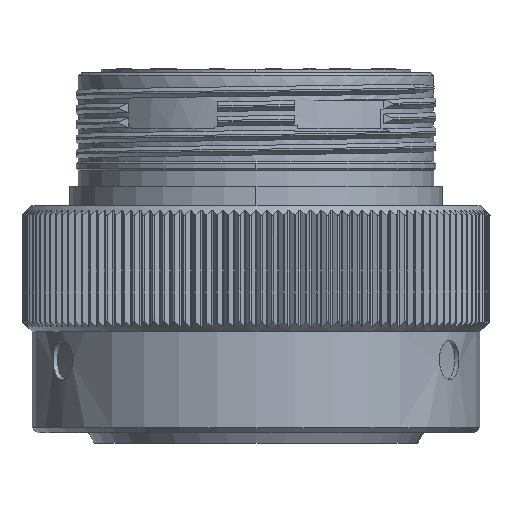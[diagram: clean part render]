
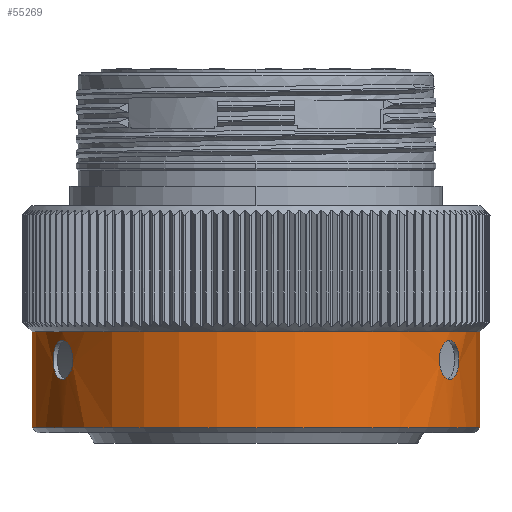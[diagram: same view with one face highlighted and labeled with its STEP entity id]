
A CAD part, left-side view. The second image highlights one B-rep face of the part: STEP entity #55269.
In plain terms, the highlighted cylindrical face has radius 22.85 mm (diameter 45.7 mm), a partial arc.
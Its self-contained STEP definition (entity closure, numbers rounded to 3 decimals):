
#3679=CARTESIAN_POINT('',(0.,0.,-2.64));
#3680=DIRECTION('',(0.,0.,-1.));
#3681=DIRECTION('',(0.,-1.,0.));
#3682=AXIS2_PLACEMENT_3D('',#3679,#3680,#3681);
#13577=DIRECTION('',(0.,0.,-1.));
#13578=VECTOR('',#13577,9.8);
#13579=CARTESIAN_POINT('',(0.,-22.85,-2.64));
#13580=LINE('',#13579,#13578);
#13581=DIRECTION('',(0.,0.,1.));
#13582=VECTOR('',#13581,9.8);
#13583=CARTESIAN_POINT('',(0.,22.85,-12.44));
#13584=LINE('',#13583,#13582);
#13589=CARTESIAN_POINT('',(0.,0.,-12.44));
#13590=DIRECTION('',(0.,0.,1.));
#13591=DIRECTION('',(0.,1.,0.));
#13592=AXIS2_PLACEMENT_3D('',#13589,#13590,#13591);
#28778=CARTESIAN_POINT('',(-11.425,19.789,-3.49));
#28779=CARTESIAN_POINT('',(-11.573,19.703,-3.49));
#28780=CARTESIAN_POINT('',(-11.871,19.527,
-3.533));
#28781=CARTESIAN_POINT('',(-12.3,19.259,
-3.744));
#28782=CARTESIAN_POINT('',(-12.647,19.032,
-4.067));
#28783=CARTESIAN_POINT('',(-12.911,18.853,
-4.484));
#28784=CARTESIAN_POINT('',(-13.076,18.739,
-4.971));
#28785=CARTESIAN_POINT('',(-13.132,18.7,
-5.493));
#28786=CARTESIAN_POINT('',(-13.075,18.74,
-6.014));
#28787=CARTESIAN_POINT('',(-12.91,18.854,
-6.499));
#28788=CARTESIAN_POINT('',(-12.641,19.036,
-6.921));
#28789=CARTESIAN_POINT('',(-12.294,19.263,
-7.24));
#28790=CARTESIAN_POINT('',(-11.871,19.526,
-7.446));
#28791=CARTESIAN_POINT('',(-11.574,19.703,-7.49));
#28792=CARTESIAN_POINT('',(-11.425,19.789,-7.49));
#28798=CARTESIAN_POINT('',(-11.425,19.789,-7.49));
#28799=CARTESIAN_POINT('',(-11.277,19.874,-7.49));
#28800=CARTESIAN_POINT('',(-10.975,20.044,
-7.447));
#28801=CARTESIAN_POINT('',(-10.53,20.281,
-7.238));
#28802=CARTESIAN_POINT('',(-10.16,20.468,
-6.915));
#28803=CARTESIAN_POINT('',(-9.873,20.608,
-6.498));
#28804=CARTESIAN_POINT('',(-9.69,20.694,
-6.011));
#28805=CARTESIAN_POINT('',(-9.628,20.722,
-5.489));
#28806=CARTESIAN_POINT('',(-9.691,20.693,
-4.967));
#28807=CARTESIAN_POINT('',(-9.873,20.608,
-4.481));
#28808=CARTESIAN_POINT('',(-10.165,20.466,
-4.059));
#28809=CARTESIAN_POINT('',(-10.535,20.278,
-3.74));
#28810=CARTESIAN_POINT('',(-10.974,20.044,
-3.534));
#28811=CARTESIAN_POINT('',(-11.276,19.875,-3.49));
#28812=CARTESIAN_POINT('',(-11.425,19.789,-3.49));
#28850=CARTESIAN_POINT('',(-11.425,-19.789,-3.49));
#28851=CARTESIAN_POINT('',(-11.278,-19.873,-3.49));
#28852=CARTESIAN_POINT('',(-10.981,-20.04,
-3.533));
#28853=CARTESIAN_POINT('',(-10.547,-20.272,
-3.733));
#28854=CARTESIAN_POINT('',(-10.177,-20.46,
-4.046));
#28855=CARTESIAN_POINT('',(-9.88,-20.604,
-4.467));
#28856=CARTESIAN_POINT('',(-9.696,-20.691,
-4.948));
#28857=CARTESIAN_POINT('',(-9.628,-20.723,
-5.47));
#28858=CARTESIAN_POINT('',(-9.687,-20.695,
-5.996));
#28859=CARTESIAN_POINT('',(-9.862,-20.613,
-6.477));
#28860=CARTESIAN_POINT('',(-10.158,-20.469,
-6.915));
#28861=CARTESIAN_POINT('',(-10.533,-20.279,
-7.239));
#28862=CARTESIAN_POINT('',(-10.977,-20.043,
-7.447));
#28863=CARTESIAN_POINT('',(-11.277,-19.874,-7.49));
#28864=CARTESIAN_POINT('',(-11.425,-19.789,-7.49));
#28870=CARTESIAN_POINT('',(-11.425,-19.789,-7.49));
#28871=CARTESIAN_POINT('',(-11.573,-19.703,-7.49));
#28872=CARTESIAN_POINT('',(-11.871,-19.527,
-7.447));
#28873=CARTESIAN_POINT('',(-12.3,-19.259,
-7.236));
#28874=CARTESIAN_POINT('',(-12.647,-19.032,
-6.913));
#28875=CARTESIAN_POINT('',(-12.911,-18.853,
-6.496));
#28876=CARTESIAN_POINT('',(-13.076,-18.739,
-6.009));
#28877=CARTESIAN_POINT('',(-13.132,-18.7,
-5.487));
#28878=CARTESIAN_POINT('',(-13.075,-18.74,
-4.965));
#28879=CARTESIAN_POINT('',(-12.91,-18.854,
-4.481));
#28880=CARTESIAN_POINT('',(-12.641,-19.036,
-4.059));
#28881=CARTESIAN_POINT('',(-12.294,-19.263,
-3.74));
#28882=CARTESIAN_POINT('',(-11.871,-19.527,
-3.534));
#28883=CARTESIAN_POINT('',(-11.574,-19.703,-3.49));
#28884=CARTESIAN_POINT('',(-11.425,-19.789,-3.49));
#38665=CARTESIAN_POINT('',(0.,-22.85,-2.64));
#38666=VERTEX_POINT('',#38665);
#38667=CARTESIAN_POINT('',(0.,22.85,-2.64));
#38668=VERTEX_POINT('',#38667);
#39332=CARTESIAN_POINT('',(0.,22.85,-12.44));
#39333=VERTEX_POINT('',#39332);
#39334=CARTESIAN_POINT('',(0.,-22.85,-12.44));
#39335=VERTEX_POINT('',#39334);
#39338=VERTEX_POINT('',#28778);
#39339=VERTEX_POINT('',#28792);
#39340=VERTEX_POINT('',#28850);
#39341=VERTEX_POINT('',#28864);
#55245=CARTESIAN_POINT('',(0.,0.,11.42));
#55246=DIRECTION('',(0.,0.,-1.));
#55247=DIRECTION('',(0.,-1.,0.));
#55248=AXIS2_PLACEMENT_3D('',#55245,#55246,#55247);
#55249=CYLINDRICAL_SURFACE('',#55248,22.85);
#55250=ORIENTED_EDGE('',*,*,#47093,.F.);
#55251=ORIENTED_EDGE('',*,*,#55234,.T.);
#55253=ORIENTED_EDGE('',*,*,#55252,.F.);
#55254=ORIENTED_EDGE('',*,*,#55230,.T.);
#55255=EDGE_LOOP('',(#55250,#55251,#55253,#55254));
#55256=FACE_OUTER_BOUND('',#55255,.F.);
#55258=ORIENTED_EDGE('',*,*,#55257,.F.);
#55260=ORIENTED_EDGE('',*,*,#55259,.F.);
#55261=EDGE_LOOP('',(#55258,#55260));
#55262=FACE_BOUND('',#55261,.F.);
#55264=ORIENTED_EDGE('',*,*,#55263,.F.);
#55266=ORIENTED_EDGE('',*,*,#55265,.F.);
#55267=EDGE_LOOP('',(#55264,#55266));
#55268=FACE_BOUND('',#55267,.F.);
#55269=ADVANCED_FACE('',(#55256,#55262,#55268),#55249,.T.);
#3683=CIRCLE('',#3682,22.85);
#13593=CIRCLE('',#13592,22.85);
#28793=B_SPLINE_CURVE_WITH_KNOTS('',3,(#28778,#28779,#28780,#28781,#28782,
#28783,#28784,#28785,#28786,#28787,#28788,#28789,#28790,#28791,#28792),
.UNSPECIFIED.,.F.,.F.,(4,1,1,1,1,1,1,1,1,1,1,1,4),(0.,0.083,
0.167,0.25,0.333,0.417,0.5,
0.583,0.667,0.75,0.833,0.917,
1.),.UNSPECIFIED.);
#28813=B_SPLINE_CURVE_WITH_KNOTS('',3,(#28798,#28799,#28800,#28801,#28802,
#28803,#28804,#28805,#28806,#28807,#28808,#28809,#28810,#28811,#28812),
.UNSPECIFIED.,.F.,.F.,(4,1,1,1,1,1,1,1,1,1,1,1,4),(0.,0.083,
0.167,0.25,0.333,0.417,0.5,
0.583,0.667,0.75,0.833,0.917,
1.),.UNSPECIFIED.);
#28865=B_SPLINE_CURVE_WITH_KNOTS('',3,(#28850,#28851,#28852,#28853,#28854,
#28855,#28856,#28857,#28858,#28859,#28860,#28861,#28862,#28863,#28864),
.UNSPECIFIED.,.F.,.F.,(4,1,1,1,1,1,1,1,1,1,1,1,4),(0.,0.083,
0.167,0.25,0.333,0.417,0.5,
0.583,0.667,0.75,0.833,0.917,
1.),.UNSPECIFIED.);
#28885=B_SPLINE_CURVE_WITH_KNOTS('',3,(#28870,#28871,#28872,#28873,#28874,
#28875,#28876,#28877,#28878,#28879,#28880,#28881,#28882,#28883,#28884),
.UNSPECIFIED.,.F.,.F.,(4,1,1,1,1,1,1,1,1,1,1,1,4),(0.,0.083,
0.167,0.25,0.333,0.417,0.5,
0.583,0.667,0.75,0.833,0.917,
1.),.UNSPECIFIED.);
#47093=EDGE_CURVE('',#38666,#38668,#3683,.T.);
#55230=EDGE_CURVE('',#39333,#38668,#13584,.T.);
#55234=EDGE_CURVE('',#38666,#39335,#13580,.T.);
#55252=EDGE_CURVE('',#39333,#39335,#13593,.T.);
#55257=EDGE_CURVE('',#39338,#39339,#28793,.T.);
#55259=EDGE_CURVE('',#39339,#39338,#28813,.T.);
#55263=EDGE_CURVE('',#39340,#39341,#28865,.T.);
#55265=EDGE_CURVE('',#39341,#39340,#28885,.T.);
